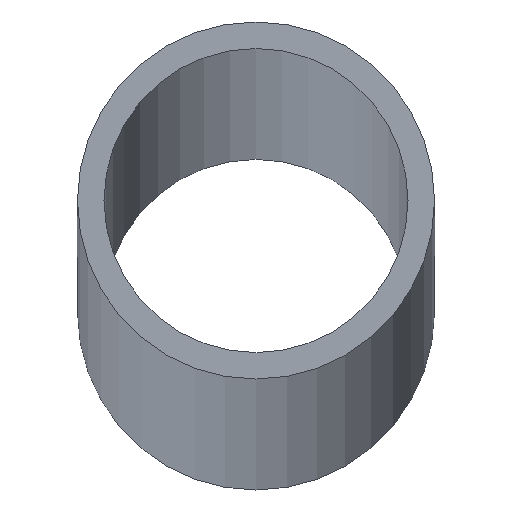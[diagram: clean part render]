
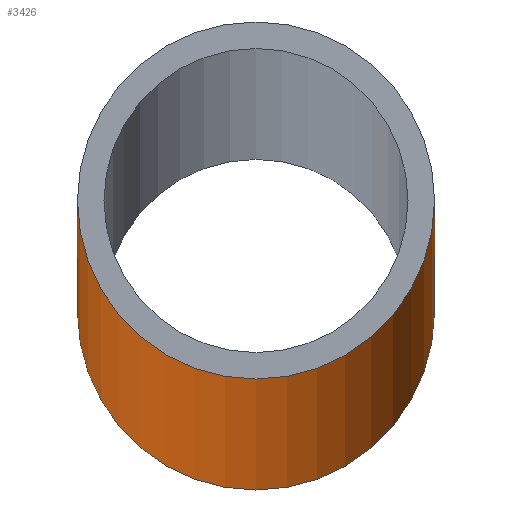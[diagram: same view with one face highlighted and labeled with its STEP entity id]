
A CAD part, top view. The second image highlights one B-rep face of the part: STEP entity #3426.
In plain terms, the highlighted cylindrical face has radius 16.85 mm (diameter 33.7 mm), a full revolution.
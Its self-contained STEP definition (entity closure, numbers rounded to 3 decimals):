
#236 = CIRCLE ( 'NONE', #6453, 16.85 ) ;
#265 = EDGE_CURVE ( 'NONE', #8287, #8287, #236, .T. ) ;
#411 = DIRECTION ( 'NONE',  ( -1., 0., 0. ) ) ;
#1055 = CARTESIAN_POINT ( 'NONE',  ( 16.85, 0., -3000. ) ) ;
#1708 = CIRCLE ( 'NONE', #9411, 16.85 ) ;
#2285 = CARTESIAN_POINT ( 'NONE',  ( 0., 0., 3000. ) ) ;
#2824 = DIRECTION ( 'NONE',  ( 1., 0., 0. ) ) ;
#3426 = ADVANCED_FACE ( 'NONE', ( #9034, #5267 ), #7271, .T. ) ;
#3937 = VERTEX_POINT ( 'NONE', #1055 ) ;
#4565 = CARTESIAN_POINT ( 'NONE',  ( 0., 0., -3000. ) ) ;
#4791 = CARTESIAN_POINT ( 'NONE',  ( 0., 0., 3000. ) ) ;
#5267 = FACE_OUTER_BOUND ( 'NONE', #8935, .T. ) ;
#5330 = EDGE_CURVE ( 'NONE', #3937, #3937, #1708, .T. ) ;
#5761 = DIRECTION ( 'NONE',  ( 1., 0., 0. ) ) ;
#5909 = EDGE_LOOP ( 'NONE', ( #7890 ) ) ;
#6453 = AXIS2_PLACEMENT_3D ( 'NONE', #2285, #10981, #5761 ) ;
#6552 = DIRECTION ( 'NONE',  ( 0., 0., -1. ) ) ;
#7016 = CARTESIAN_POINT ( 'NONE',  ( 16.85, 0., 3000. ) ) ;
#7271 = CYLINDRICAL_SURFACE ( 'NONE', #10346, 16.85 ) ;
#7890 = ORIENTED_EDGE ( 'NONE', *, *, #265, .F. ) ;
#8012 = DIRECTION ( 'NONE',  ( 0., 0., 1. ) ) ;
#8287 = VERTEX_POINT ( 'NONE', #7016 ) ;
#8935 = EDGE_LOOP ( 'NONE', ( #10427 ) ) ;
#9034 = FACE_OUTER_BOUND ( 'NONE', #5909, .T. ) ;
#9411 = AXIS2_PLACEMENT_3D ( 'NONE', #4565, #8012, #2824 ) ;
#10346 = AXIS2_PLACEMENT_3D ( 'NONE', #4791, #6552, #411 ) ;
#10427 = ORIENTED_EDGE ( 'NONE', *, *, #5330, .T. ) ;
#10981 = DIRECTION ( 'NONE',  ( 0., 0., 1. ) ) ;
